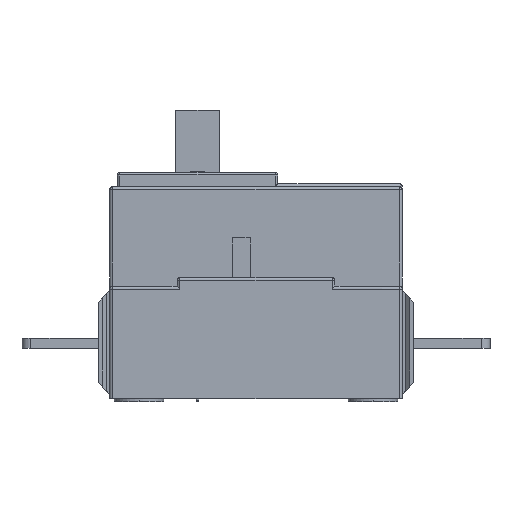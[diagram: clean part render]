
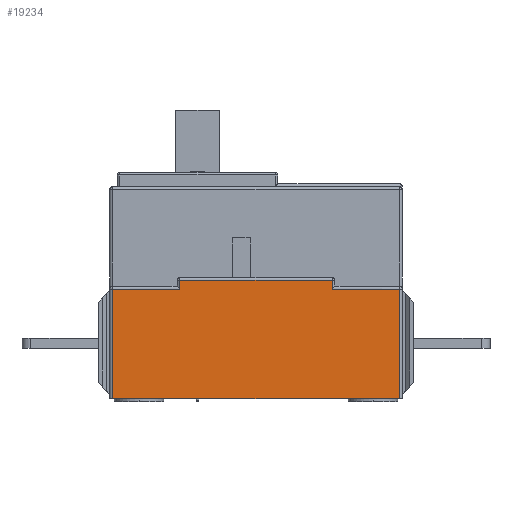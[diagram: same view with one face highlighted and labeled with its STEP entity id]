
A CAD part, left-side view. The second image highlights one B-rep face of the part: STEP entity #19234.
In plain terms, the highlighted planar face has unit normal (-1, 0, 0).
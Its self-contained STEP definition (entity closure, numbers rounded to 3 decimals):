
#10121=DIRECTION('',(0.,0.,-1.));
#10122=VECTOR('',#10121,37.5);
#10123=CARTESIAN_POINT('',(-115.,-69.,38.5));
#10124=LINE('',#10123,#10122);
#10128=DIRECTION('',(0.,-1.,0.));
#10129=VECTOR('',#10128,98.);
#10130=CARTESIAN_POINT('',(-115.,29.,1.));
#10131=LINE('',#10130,#10129);
#10135=DIRECTION('',(0.,0.,-1.));
#10136=VECTOR('',#10135,37.5);
#10137=CARTESIAN_POINT('',(-115.,29.,38.5));
#10138=LINE('',#10137,#10136);
#10142=DIRECTION('',(0.,-1.,0.));
#10143=VECTOR('',#10142,23.);
#10144=CARTESIAN_POINT('',(-115.,29.,38.5));
#10145=LINE('',#10144,#10143);
#10149=DIRECTION('',(0.,0.,1.));
#10150=VECTOR('',#10149,3.);
#10151=CARTESIAN_POINT('',(-115.,6.,38.5));
#10152=LINE('',#10151,#10150);
#10156=DIRECTION('',(0.,-1.,0.));
#10157=VECTOR('',#10156,52.);
#10158=CARTESIAN_POINT('',(-115.,6.,41.5));
#10159=LINE('',#10158,#10157);
#10163=DIRECTION('',(0.,0.,-1.));
#10164=VECTOR('',#10163,3.);
#10165=CARTESIAN_POINT('',(-115.,-46.,41.5));
#10166=LINE('',#10165,#10164);
#10170=DIRECTION('',(0.,-1.,0.));
#10171=VECTOR('',#10170,23.);
#10172=CARTESIAN_POINT('',(-115.,-46.,38.5));
#10173=LINE('',#10172,#10171);
#13736=CARTESIAN_POINT('',(-115.,-69.,1.));
#13738=VERTEX_POINT('',#13736);
#13739=CARTESIAN_POINT('',(-115.,-69.,38.5));
#13740=VERTEX_POINT('',#13739);
#13743=CARTESIAN_POINT('',(-115.,29.,1.));
#13745=VERTEX_POINT('',#13743);
#13749=CARTESIAN_POINT('',(-115.,29.,38.5));
#13750=VERTEX_POINT('',#13749);
#13751=CARTESIAN_POINT('',(-115.,6.,38.5));
#13752=VERTEX_POINT('',#13751);
#13757=CARTESIAN_POINT('',(-115.,6.,41.5));
#13758=VERTEX_POINT('',#13757);
#13767=CARTESIAN_POINT('',(-115.,-46.,41.5));
#13768=VERTEX_POINT('',#13767);
#13777=CARTESIAN_POINT('',(-115.,-46.,38.5));
#13778=VERTEX_POINT('',#13777);
#19213=CARTESIAN_POINT('',(-115.,-60.,21.3));
#19214=DIRECTION('',(1.,0.,0.));
#19215=DIRECTION('',(0.,1.,0.));
#19216=AXIS2_PLACEMENT_3D('',#19213,#19214,#19215);
#19217=PLANE('',#19216);
#19219=ORIENTED_EDGE('',*,*,#19218,.T.);
#19220=ORIENTED_EDGE('',*,*,#18774,.F.);
#19222=ORIENTED_EDGE('',*,*,#19221,.F.);
#19223=ORIENTED_EDGE('',*,*,#19196,.T.);
#19225=ORIENTED_EDGE('',*,*,#19224,.T.);
#19227=ORIENTED_EDGE('',*,*,#19226,.T.);
#19229=ORIENTED_EDGE('',*,*,#19228,.T.);
#19231=ORIENTED_EDGE('',*,*,#19230,.T.);
#19232=EDGE_LOOP('',(#19219,#19220,#19222,#19223,#19225,#19227,#19229,#19231));
#19233=FACE_OUTER_BOUND('',#19232,.F.);
#18774=EDGE_CURVE('',#13745,#13738,#10131,.T.);
#19196=EDGE_CURVE('',#13750,#13752,#10145,.T.);
#19218=EDGE_CURVE('',#13740,#13738,#10124,.T.);
#19221=EDGE_CURVE('',#13750,#13745,#10138,.T.);
#19224=EDGE_CURVE('',#13752,#13758,#10152,.T.);
#19226=EDGE_CURVE('',#13758,#13768,#10159,.T.);
#19228=EDGE_CURVE('',#13768,#13778,#10166,.T.);
#19230=EDGE_CURVE('',#13778,#13740,#10173,.T.);
#19234=ADVANCED_FACE('',(#19233),#19217,.F.);
